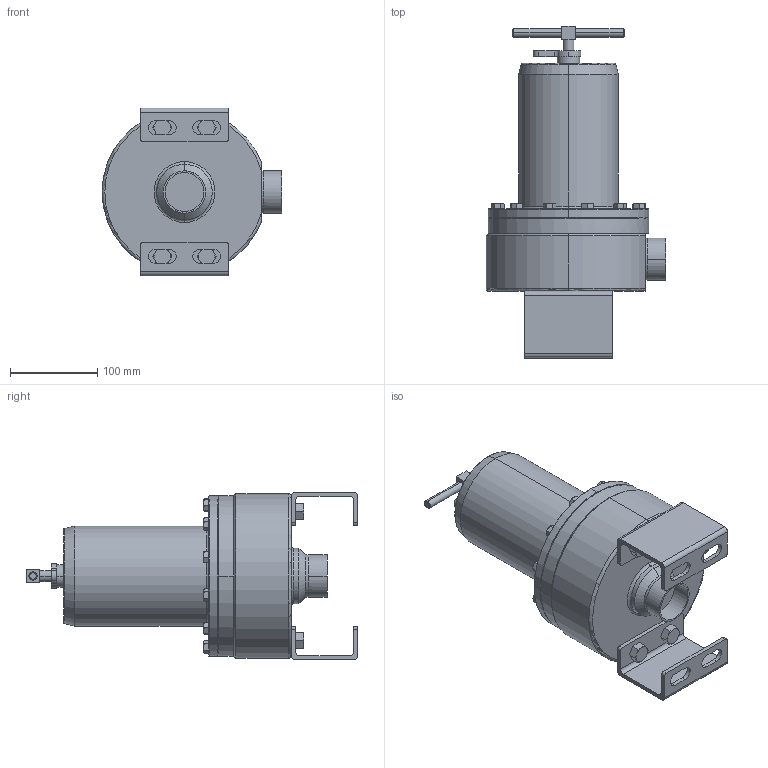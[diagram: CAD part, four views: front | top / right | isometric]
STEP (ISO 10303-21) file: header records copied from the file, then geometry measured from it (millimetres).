
FILE_DESCRIPTION (( 'STEP AP203' ), '1' );
FILE_NAME ('96ST-40.STEP', '2017-06-07T11:34:49', ( '' ), ( '' ), 'SwSTEP 2.0', 'SolidWorks 2014', '' );
FILE_SCHEMA (( 'CONFIG_CONTROL_DESIGN' ));
Length unit declared in the file: inch
Products named in the file (2): 96ST-40
Bounding box: 205.65 x 379.48 x 191.69 mm (x, y, z)
Volume: 4499805 mm3; surface area: 269064.2 mm2
Topology: 1 solids, 1 shells, 406 faces, 993 edges, 619 vertices
Faces by surface type: plane 169, cone 115, cylinder 113, torus 9
Entity records: 13014 total; most frequent: CARTESIAN_POINT 3316, ORIENTED_EDGE 1986, DIRECTION 1959, EDGE_CURVE 993, AXIS2_PLACEMENT_3D 764, VERTEX_POINT 619, EDGE_LOOP 492, VECTOR 431
